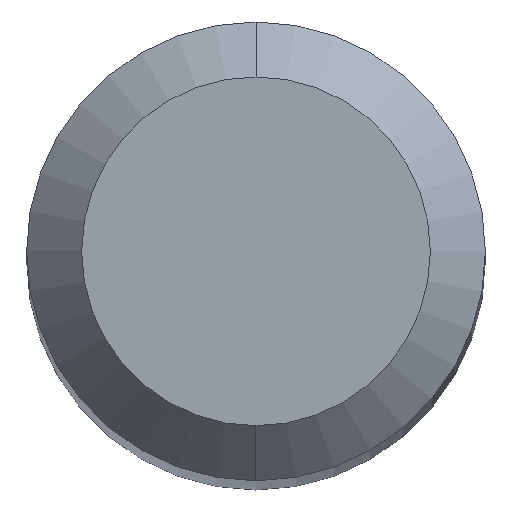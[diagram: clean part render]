
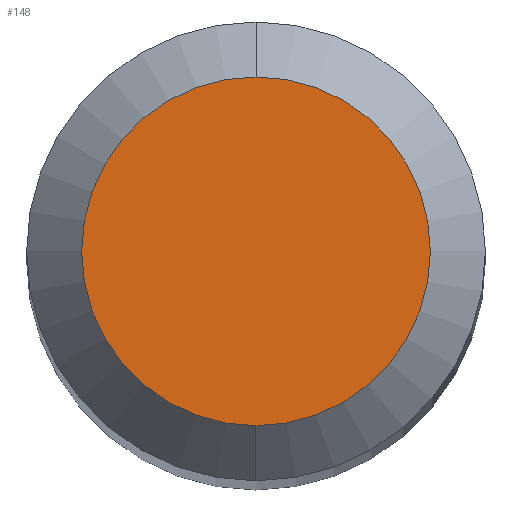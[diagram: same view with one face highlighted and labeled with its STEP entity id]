
A CAD part, top view. The second image highlights one B-rep face of the part: STEP entity #148.
In plain terms, the highlighted planar face has unit normal (0, 0, 1).
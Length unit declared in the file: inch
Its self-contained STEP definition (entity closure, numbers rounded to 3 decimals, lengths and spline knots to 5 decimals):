
#32 = DIRECTION ( 'NONE',  ( 0., 0., -1. ) ) ;
#44 = AXIS2_PLACEMENT_3D ( 'NONE', #209, #202, #519 ) ;
#117 = EDGE_CURVE ( 'NONE', #419, #294, #280, .T. ) ;
#119 = AXIS2_PLACEMENT_3D ( 'NONE', #286, #32, #357 ) ;
#123 = ORIENTED_EDGE ( 'NONE', *, *, #117, .T. ) ;
#132 = CARTESIAN_POINT ( 'NONE',  ( 0., 0.0475, 0. ) ) ;
#148 = ADVANCED_FACE ( 'NONE', ( #396 ), #322, .F. ) ;
#164 = CARTESIAN_POINT ( 'NONE',  ( 0., 0., 0. ) ) ;
#202 = DIRECTION ( 'NONE',  ( 0., 0., 1. ) ) ;
#209 = CARTESIAN_POINT ( 'NONE',  ( 0., 0., 0. ) ) ;
#218 = DIRECTION ( 'NONE',  ( 0., -1., 0. ) ) ;
#280 = CIRCLE ( 'NONE', #44, 0.0475 ) ;
#281 = CIRCLE ( 'NONE', #394, 0.0475 ) ;
#286 = CARTESIAN_POINT ( 'NONE',  ( 0., 0.0475, 0. ) ) ;
#289 = CARTESIAN_POINT ( 'NONE',  ( 0., -0.0475, 0. ) ) ;
#294 = VERTEX_POINT ( 'NONE', #289 ) ;
#322 = PLANE ( 'NONE',  #119 ) ;
#357 = DIRECTION ( 'NONE',  ( 0., 1., 0. ) ) ;
#376 = ORIENTED_EDGE ( 'NONE', *, *, #408, .T. ) ;
#394 = AXIS2_PLACEMENT_3D ( 'NONE', #164, #412, #218 ) ;
#396 = FACE_OUTER_BOUND ( 'NONE', #471, .T. ) ;
#408 = EDGE_CURVE ( 'NONE', #294, #419, #281, .T. ) ;
#412 = DIRECTION ( 'NONE',  ( 0., 0., 1. ) ) ;
#419 = VERTEX_POINT ( 'NONE', #132 ) ;
#471 = EDGE_LOOP ( 'NONE', ( #123, #376 ) ) ;
#519 = DIRECTION ( 'NONE',  ( 0., -1., 0. ) ) ;
